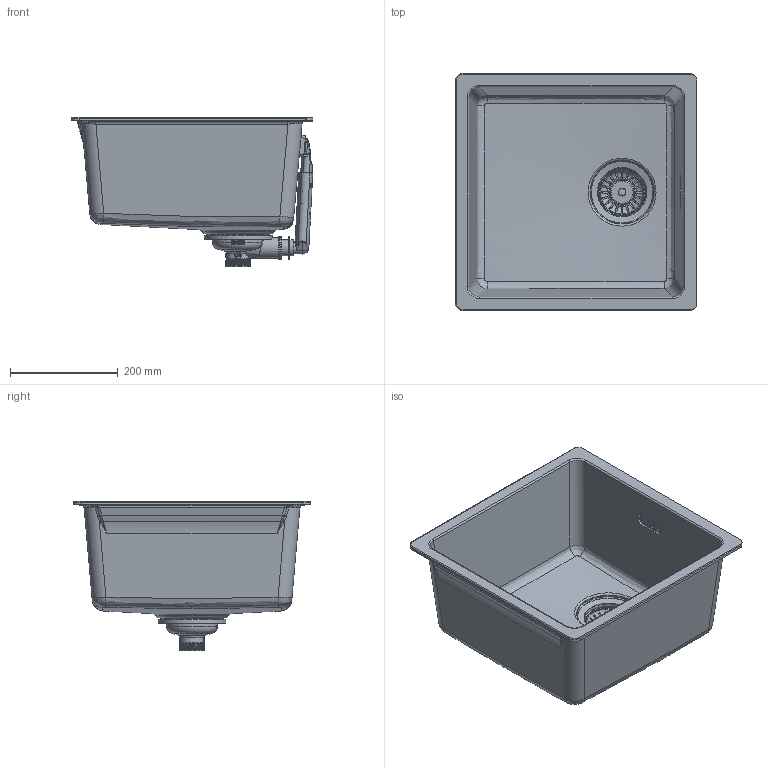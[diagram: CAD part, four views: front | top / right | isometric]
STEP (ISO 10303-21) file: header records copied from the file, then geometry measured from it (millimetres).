
FILE_DESCRIPTION(/* description */ (''),/* implementation_level */ '2;1');
FILE_NAME(/* name */ '20253580_ipt_000.step',/* time_stamp */ '2023-06-20T09:18:01+02:00',/* author */ (''),/* organization */ (''),/* preprocessor_version */ 'ST-DEVELOPER v19.2',/* originating_system */ 'Autodesk Inventor 2023',/* authorisation */ '');
FILE_SCHEMA (('AUTOMOTIVE_DESIGN { 1 0 10303 214 3 1 1 }'));
Products named in the file (1): Standard
Bounding box: 448.26 x 440 x 277.17 mm (x, y, z)
Volume: 3656261 mm3; surface area: 1007039.6 mm2
Topology: 4 solids, 9 shells, 1980 faces, 5470 edges, 3553 vertices
Faces by surface type: plane 1311, cylinder 316, bspline 182, torus 97, cone 62, sphere 12
Full cylindrical faces by diameter (mm): 4.125 x1, 12 x1, 14.3 x1, 23.8 x1, 24 x1, 30 x3, 35.585 x1, 38 x1, 39 x1, 42 x3, 44.5 x5, 45 x1, 47.4 x3, 84 x1, 126 x1
Entity records: 73123 total; most frequent: CARTESIAN_POINT 22845, ORIENTED_EDGE 10916, DIRECTION 10187, EDGE_CURVE 5458, AXIS2_PLACEMENT_3D 3671, VERTEX_POINT 3553, LINE 2845, VECTOR 2845
